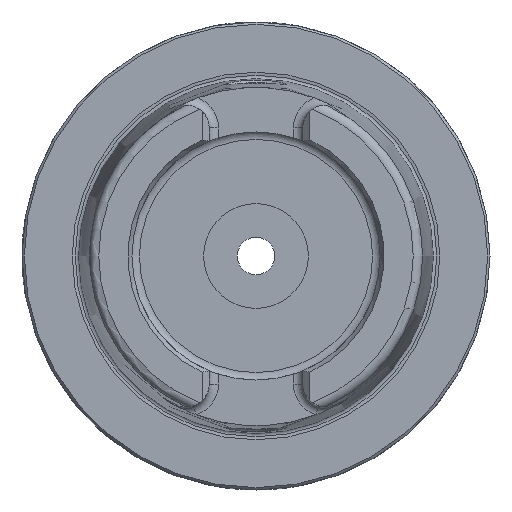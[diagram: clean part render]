
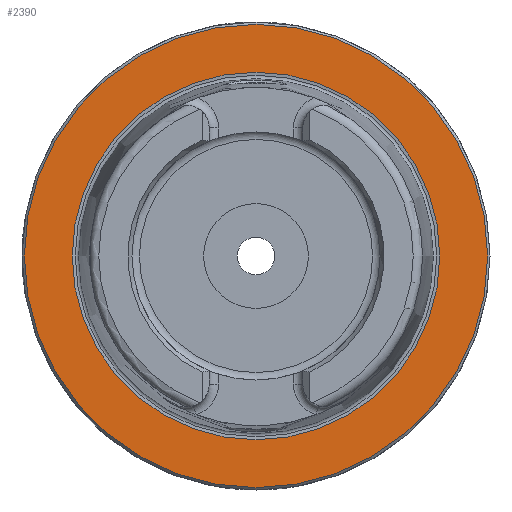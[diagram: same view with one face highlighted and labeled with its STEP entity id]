
A CAD part, left-side view. The second image highlights one B-rep face of the part: STEP entity #2390.
In plain terms, the highlighted planar face has unit normal (-1, 0, 0).
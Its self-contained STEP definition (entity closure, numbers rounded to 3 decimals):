
#103=FACE_BOUND('',#695,.T.);
#139=PLANE('',#2726);
#549=FACE_OUTER_BOUND('',#694,.T.);
#694=EDGE_LOOP('',(#2186));
#695=EDGE_LOOP('',(#2187));
#877=CIRCLE('',#2725,39.275);
#878=CIRCLE('',#2727,49.5);
#1123=VERTEX_POINT('',#5096);
#1124=VERTEX_POINT('',#5100);
#1482=EDGE_CURVE('',#1123,#1123,#877,.T.);
#1483=EDGE_CURVE('',#1124,#1124,#878,.T.);
#2186=ORIENTED_EDGE('',*,*,#1483,.F.);
#2187=ORIENTED_EDGE('',*,*,#1482,.T.);
#2390=ADVANCED_FACE('',(#549,#103),#139,.T.);
#2725=AXIS2_PLACEMENT_3D('',#5098,#3458,#3459);
#2726=AXIS2_PLACEMENT_3D('',#5099,#3460,#3461);
#2727=AXIS2_PLACEMENT_3D('',#5101,#3462,#3463);
#3458=DIRECTION('center_axis',(1.,0.,0.));
#3459=DIRECTION('ref_axis',(0.,0.,-1.));
#3460=DIRECTION('center_axis',(-1.,0.,0.));
#3461=DIRECTION('ref_axis',(0.,0.,1.));
#3462=DIRECTION('center_axis',(1.,0.,0.));
#3463=DIRECTION('ref_axis',(0.,0.,-1.));
#5096=CARTESIAN_POINT('',(0.,-39.275,0.));
#5098=CARTESIAN_POINT('Origin',(0.,0.,0.));
#5099=CARTESIAN_POINT('Origin',(0.,49.5,0.));
#5100=CARTESIAN_POINT('',(0.,-49.5,0.));
#5101=CARTESIAN_POINT('Origin',(0.,0.,0.));
